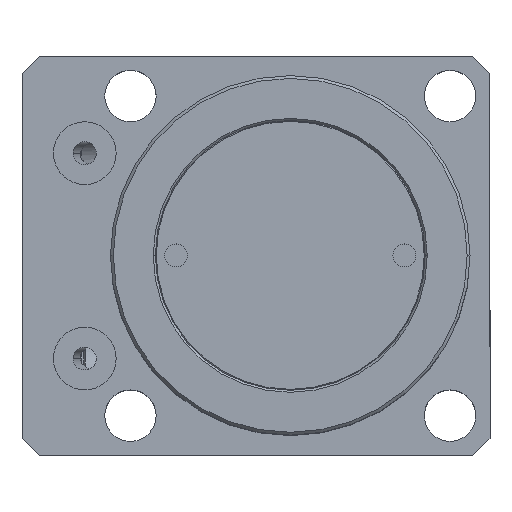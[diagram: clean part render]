
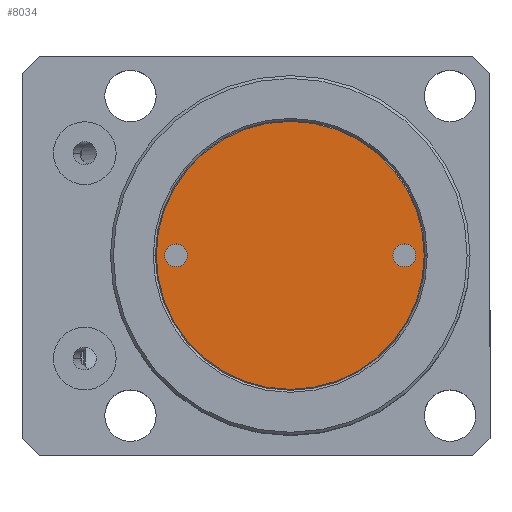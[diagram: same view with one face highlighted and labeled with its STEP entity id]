
A CAD part, top view. The second image highlights one B-rep face of the part: STEP entity #8034.
In plain terms, the highlighted planar face has unit normal (0, 0, 1).
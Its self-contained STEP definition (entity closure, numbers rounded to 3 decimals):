
#28 = CIRCLE ( 'NONE', #5068, 2. ) ;
#415 = VERTEX_POINT ( 'NONE', #2256 ) ;
#600 = EDGE_LOOP ( 'NONE', ( #1207, #5010 ) ) ;
#615 = AXIS2_PLACEMENT_3D ( 'NONE', #5731, #4433, #2742 ) ;
#763 = CIRCLE ( 'NONE', #6724, 2. ) ;
#849 = CARTESIAN_POINT ( 'NONE',  ( -18., 0., 65. ) ) ;
#1207 = ORIENTED_EDGE ( 'NONE', *, *, #7224, .F. ) ;
#1319 = DIRECTION ( 'NONE',  ( -1., 0., 0. ) ) ;
#1533 = EDGE_CURVE ( 'NONE', #2342, #2243, #5235, .T. ) ;
#1737 = EDGE_LOOP ( 'NONE', ( #5961, #7699 ) ) ;
#1738 = DIRECTION ( 'NONE',  ( 1., 0., 0. ) ) ;
#1969 = FACE_BOUND ( 'NONE', #600, .T. ) ;
#2032 = CARTESIAN_POINT ( 'NONE',  ( 0., 0., 65. ) ) ;
#2243 = VERTEX_POINT ( 'NONE', #7825 ) ;
#2247 = DIRECTION ( 'NONE',  ( -1., 0., 0. ) ) ;
#2256 = CARTESIAN_POINT ( 'NONE',  ( -23.482, 0., 65. ) ) ;
#2337 = EDGE_CURVE ( 'NONE', #415, #3441, #2578, .T. ) ;
#2338 = DIRECTION ( 'NONE',  ( 0., 0., 1. ) ) ;
#2342 = VERTEX_POINT ( 'NONE', #6574 ) ;
#2534 = CARTESIAN_POINT ( 'NONE',  ( 20., 0., 65. ) ) ;
#2578 = CIRCLE ( 'NONE', #7244, 23.482 ) ;
#2742 = DIRECTION ( 'NONE',  ( 1., 0., 0. ) ) ;
#3011 = CARTESIAN_POINT ( 'NONE',  ( 20., 0., 65. ) ) ;
#3080 = FACE_BOUND ( 'NONE', #1737, .T. ) ;
#3441 = VERTEX_POINT ( 'NONE', #5183 ) ;
#3500 = CARTESIAN_POINT ( 'NONE',  ( -22., 0., 65. ) ) ;
#3535 = CARTESIAN_POINT ( 'NONE',  ( -20., 0., 65. ) ) ;
#3815 = ORIENTED_EDGE ( 'NONE', *, *, #2337, .F. ) ;
#3871 = EDGE_LOOP ( 'NONE', ( #3815, #4055 ) ) ;
#3974 = FACE_OUTER_BOUND ( 'NONE', #3871, .T. ) ;
#3988 = AXIS2_PLACEMENT_3D ( 'NONE', #3011, #2338, #1738 ) ;
#4055 = ORIENTED_EDGE ( 'NONE', *, *, #6408, .F. ) ;
#4221 = DIRECTION ( 'NONE',  ( 0., 0., -1. ) ) ;
#4223 = DIRECTION ( 'NONE',  ( 0., 0., 1. ) ) ;
#4279 = CARTESIAN_POINT ( 'NONE',  ( -20., 0., 65. ) ) ;
#4433 = DIRECTION ( 'NONE',  ( 0., 0., 1. ) ) ;
#4613 = DIRECTION ( 'NONE',  ( 0., 0., -1. ) ) ;
#5010 = ORIENTED_EDGE ( 'NONE', *, *, #6629, .F. ) ;
#5022 = CIRCLE ( 'NONE', #7547, 23.482 ) ;
#5068 = AXIS2_PLACEMENT_3D ( 'NONE', #3535, #4223, #8107 ) ;
#5183 = CARTESIAN_POINT ( 'NONE',  ( 23.482, 0., 65. ) ) ;
#5235 = CIRCLE ( 'NONE', #3988, 2. ) ;
#5417 = EDGE_CURVE ( 'NONE', #2243, #2342, #763, .T. ) ;
#5601 = DIRECTION ( 'NONE',  ( 1., 0., 0. ) ) ;
#5731 = CARTESIAN_POINT ( 'NONE',  ( 0., 0., 65. ) ) ;
#5961 = ORIENTED_EDGE ( 'NONE', *, *, #1533, .F. ) ;
#6408 = EDGE_CURVE ( 'NONE', #3441, #415, #5022, .T. ) ;
#6412 = DIRECTION ( 'NONE',  ( 0., 0., 1. ) ) ;
#6574 = CARTESIAN_POINT ( 'NONE',  ( 22., 0., 65. ) ) ;
#6629 = EDGE_CURVE ( 'NONE', #7610, #8330, #6956, .T. ) ;
#6724 = AXIS2_PLACEMENT_3D ( 'NONE', #2534, #8421, #5601 ) ;
#6893 = DIRECTION ( 'NONE',  ( 1., 0., 0. ) ) ;
#6956 = CIRCLE ( 'NONE', #7262, 2. ) ;
#7011 = PLANE ( 'NONE',  #615 ) ;
#7224 = EDGE_CURVE ( 'NONE', #8330, #7610, #28, .T. ) ;
#7244 = AXIS2_PLACEMENT_3D ( 'NONE', #2032, #4613, #1319 ) ;
#7262 = AXIS2_PLACEMENT_3D ( 'NONE', #4279, #6412, #6893 ) ;
#7412 = CARTESIAN_POINT ( 'NONE',  ( 0., 0., 65. ) ) ;
#7547 = AXIS2_PLACEMENT_3D ( 'NONE', #7412, #4221, #2247 ) ;
#7610 = VERTEX_POINT ( 'NONE', #3500 ) ;
#7699 = ORIENTED_EDGE ( 'NONE', *, *, #5417, .F. ) ;
#7825 = CARTESIAN_POINT ( 'NONE',  ( 18., 0., 65. ) ) ;
#8034 = ADVANCED_FACE ( 'NONE', ( #3080, #1969, #3974 ), #7011, .T. ) ;
#8107 = DIRECTION ( 'NONE',  ( 1., 0., 0. ) ) ;
#8330 = VERTEX_POINT ( 'NONE', #849 ) ;
#8421 = DIRECTION ( 'NONE',  ( 0., 0., 1. ) ) ;
